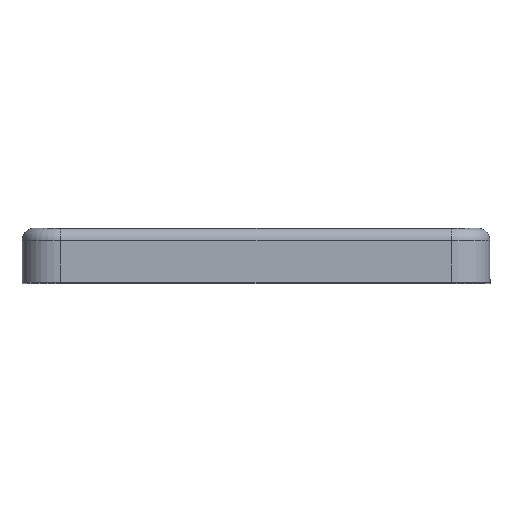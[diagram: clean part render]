
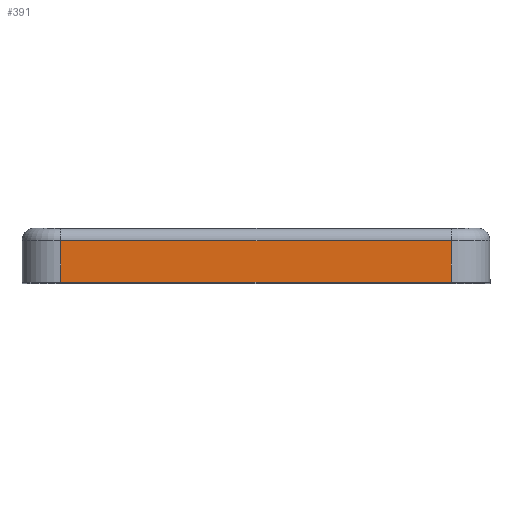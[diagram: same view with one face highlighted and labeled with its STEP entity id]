
A CAD part, top view. The second image highlights one B-rep face of the part: STEP entity #391.
In plain terms, the highlighted planar face has unit normal (0, 0, 1).
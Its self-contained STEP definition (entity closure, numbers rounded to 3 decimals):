
#51 = ORIENTED_EDGE ( 'NONE', *, *, #2920, .T. ) ;
#76 = CARTESIAN_POINT ( 'NONE',  ( 12.6, 2.7, 27.6 ) ) ;
#195 = DIRECTION ( 'NONE',  ( -1., 0., 0. ) ) ;
#263 = ORIENTED_EDGE ( 'NONE', *, *, #1411, .F. ) ;
#324 = ORIENTED_EDGE ( 'NONE', *, *, #1733, .T. ) ;
#365 = CARTESIAN_POINT ( 'NONE',  ( 12.6, 3.2, 27.6 ) ) ;
#391 = ADVANCED_FACE ( 'NONE', ( #2025 ), #1773, .F. ) ;
#465 = CARTESIAN_POINT ( 'NONE',  ( 12.6, 0., 27.6 ) ) ;
#798 = LINE ( 'NONE', #365, #1715 ) ;
#826 = LINE ( 'NONE', #1312, #1572 ) ;
#1106 = VERTEX_POINT ( 'NONE', #1824 ) ;
#1252 = VERTEX_POINT ( 'NONE', #2368 ) ;
#1258 = DIRECTION ( 'NONE',  ( 0., -1., 0. ) ) ;
#1288 = LINE ( 'NONE', #1460, #1527 ) ;
#1312 = CARTESIAN_POINT ( 'NONE',  ( 12.6, 2.7, 27.6 ) ) ;
#1411 = EDGE_CURVE ( 'NONE', #1597, #2698, #798, .T. ) ;
#1460 = CARTESIAN_POINT ( 'NONE',  ( -12.6, 3.2, 27.6 ) ) ;
#1480 = DIRECTION ( 'NONE',  ( 0., -1., 0. ) ) ;
#1526 = EDGE_CURVE ( 'NONE', #2698, #1252, #2710, .T. ) ;
#1527 = VECTOR ( 'NONE', #1480, 1000. ) ;
#1572 = VECTOR ( 'NONE', #2915, 1000. ) ;
#1597 = VERTEX_POINT ( 'NONE', #76 ) ;
#1609 = AXIS2_PLACEMENT_3D ( 'NONE', #2007, #2719, #2936 ) ;
#1683 = ORIENTED_EDGE ( 'NONE', *, *, #1526, .F. ) ;
#1715 = VECTOR ( 'NONE', #1258, 1000. ) ;
#1733 = EDGE_CURVE ( 'NONE', #1597, #1106, #826, .T. ) ;
#1773 = PLANE ( 'NONE',  #1609 ) ;
#1824 = CARTESIAN_POINT ( 'NONE',  ( -12.6, 2.7, 27.6 ) ) ;
#1853 = EDGE_LOOP ( 'NONE', ( #1683, #263, #324, #51 ) ) ;
#2007 = CARTESIAN_POINT ( 'NONE',  ( 12.6, 3.2, 27.6 ) ) ;
#2025 = FACE_OUTER_BOUND ( 'NONE', #1853, .T. ) ;
#2368 = CARTESIAN_POINT ( 'NONE',  ( -12.6, 0., 27.6 ) ) ;
#2632 = VECTOR ( 'NONE', #195, 1000. ) ;
#2698 = VERTEX_POINT ( 'NONE', #2700 ) ;
#2700 = CARTESIAN_POINT ( 'NONE',  ( 12.6, 0., 27.6 ) ) ;
#2710 = LINE ( 'NONE', #465, #2632 ) ;
#2719 = DIRECTION ( 'NONE',  ( 0., 0., -1. ) ) ;
#2915 = DIRECTION ( 'NONE',  ( -1., 0., 0. ) ) ;
#2920 = EDGE_CURVE ( 'NONE', #1106, #1252, #1288, .T. ) ;
#2936 = DIRECTION ( 'NONE',  ( 1., 0., 0. ) ) ;
